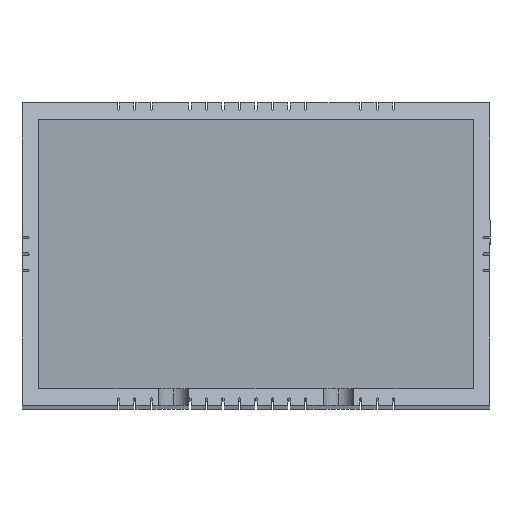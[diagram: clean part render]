
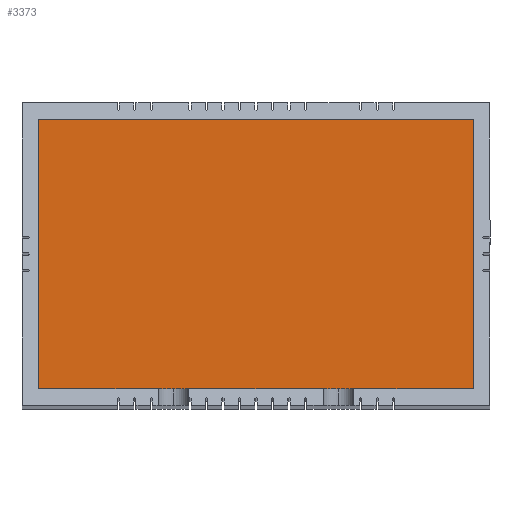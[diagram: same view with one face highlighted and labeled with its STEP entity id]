
A CAD part, top view. The second image highlights one B-rep face of the part: STEP entity #3373.
In plain terms, the highlighted planar face has unit normal (0, 0, 1).
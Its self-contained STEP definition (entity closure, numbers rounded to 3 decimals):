
#125 = VECTOR ( 'NONE', #5602, 1000. ) ;
#277 = LINE ( 'NONE', #2254, #125 ) ;
#393 = FACE_OUTER_BOUND ( 'NONE', #1557, .T. ) ;
#695 = CARTESIAN_POINT ( 'NONE',  ( 0., 0., 368.8 ) ) ;
#779 = ORIENTED_EDGE ( 'NONE', *, *, #886, .T. ) ;
#886 = EDGE_CURVE ( 'NONE', #2686, #1241, #277, .T. ) ;
#1064 = LINE ( 'NONE', #2257, #1981 ) ;
#1241 = VERTEX_POINT ( 'NONE', #6177 ) ;
#1292 = DIRECTION ( 'NONE',  ( 1., 0., 0. ) ) ;
#1354 = LINE ( 'NONE', #5334, #5437 ) ;
#1557 = EDGE_LOOP ( 'NONE', ( #779, #6024, #2435, #5620 ) ) ;
#1658 = DIRECTION ( 'NONE',  ( 0., 0., 1. ) ) ;
#1981 = VECTOR ( 'NONE', #5644, 1000. ) ;
#2047 = LINE ( 'NONE', #3750, #5752 ) ;
#2247 = EDGE_CURVE ( 'NONE', #1241, #2630, #1064, .T. ) ;
#2254 = CARTESIAN_POINT ( 'NONE',  ( 39.5, 24.5, 368.8 ) ) ;
#2257 = CARTESIAN_POINT ( 'NONE',  ( -42.5, 24.5, 368.8 ) ) ;
#2418 = EDGE_CURVE ( 'NONE', #5920, #2686, #2047, .T. ) ;
#2435 = ORIENTED_EDGE ( 'NONE', *, *, #3664, .T. ) ;
#2630 = VERTEX_POINT ( 'NONE', #4967 ) ;
#2686 = VERTEX_POINT ( 'NONE', #5461 ) ;
#2810 = AXIS2_PLACEMENT_3D ( 'NONE', #695, #1658, #4079 ) ;
#3137 = CARTESIAN_POINT ( 'NONE',  ( -39.5, -24.5, 368.8 ) ) ;
#3373 = ADVANCED_FACE ( 'NONE', ( #393 ), #5065, .T. ) ;
#3664 = EDGE_CURVE ( 'NONE', #2630, #5920, #1354, .T. ) ;
#3750 = CARTESIAN_POINT ( 'NONE',  ( -39.5, -24.5, 368.8 ) ) ;
#4079 = DIRECTION ( 'NONE',  ( 1., 0., 0. ) ) ;
#4867 = DIRECTION ( 'NONE',  ( 0., -1., 0. ) ) ;
#4967 = CARTESIAN_POINT ( 'NONE',  ( -39.5, 24.5, 368.8 ) ) ;
#5065 = PLANE ( 'NONE',  #2810 ) ;
#5334 = CARTESIAN_POINT ( 'NONE',  ( -39.5, 24.5, 368.8 ) ) ;
#5437 = VECTOR ( 'NONE', #4867, 1000. ) ;
#5461 = CARTESIAN_POINT ( 'NONE',  ( 39.5, -24.5, 368.8 ) ) ;
#5602 = DIRECTION ( 'NONE',  ( 0., 1., 0. ) ) ;
#5620 = ORIENTED_EDGE ( 'NONE', *, *, #2418, .T. ) ;
#5644 = DIRECTION ( 'NONE',  ( -1., 0., 0. ) ) ;
#5752 = VECTOR ( 'NONE', #1292, 1000. ) ;
#5920 = VERTEX_POINT ( 'NONE', #3137 ) ;
#6024 = ORIENTED_EDGE ( 'NONE', *, *, #2247, .T. ) ;
#6177 = CARTESIAN_POINT ( 'NONE',  ( 39.5, 24.5, 368.8 ) ) ;
